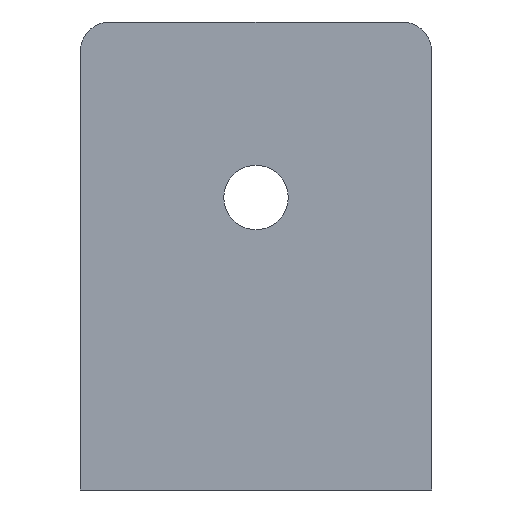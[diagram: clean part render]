
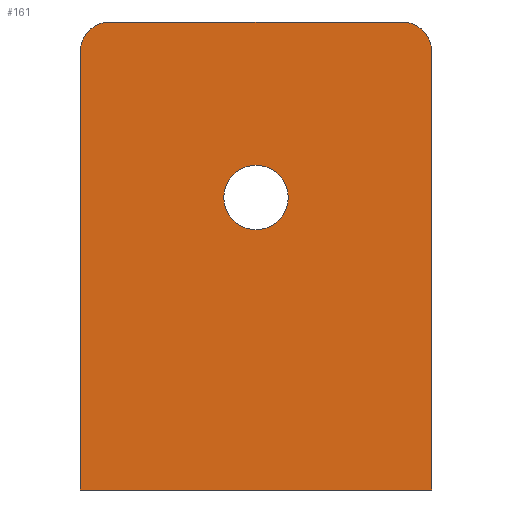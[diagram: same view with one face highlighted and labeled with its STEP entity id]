
A CAD part, front view. The second image highlights one B-rep face of the part: STEP entity #161.
In plain terms, the highlighted planar face has unit normal (0, -1, 0).
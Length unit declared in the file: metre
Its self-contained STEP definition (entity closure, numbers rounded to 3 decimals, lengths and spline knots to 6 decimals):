
#12=CIRCLE('',#179,0.0127);
#14=CIRCLE('',#183,0.0127);
#17=CIRCLE('',#187,0.014);
#54=ORIENTED_EDGE('',*,*,#61,.T.);
#55=ORIENTED_EDGE('',*,*,#65,.T.);
#56=ORIENTED_EDGE('',*,*,#68,.T.);
#57=ORIENTED_EDGE('',*,*,#71,.T.);
#58=ORIENTED_EDGE('',*,*,#74,.T.);
#59=ORIENTED_EDGE('',*,*,#77,.T.);
#60=ORIENTED_EDGE('',*,*,#80,.F.);
#61=EDGE_CURVE('',#81,#82,#95,.T.);
#65=EDGE_CURVE('',#82,#85,#99,.T.);
#68=EDGE_CURVE('',#85,#87,#102,.T.);
#71=EDGE_CURVE('',#87,#89,#12,.T.);
#74=EDGE_CURVE('',#89,#91,#106,.T.);
#77=EDGE_CURVE('',#91,#81,#14,.T.);
#80=EDGE_CURVE('',#94,#94,#17,.T.);
#81=VERTEX_POINT('',#239);
#82=VERTEX_POINT('',#240);
#85=VERTEX_POINT('',#248);
#87=VERTEX_POINT('',#254);
#89=VERTEX_POINT('',#260);
#91=VERTEX_POINT('',#266);
#94=VERTEX_POINT('',#277);
#95=LINE('',#238,#109);
#99=LINE('',#247,#113);
#102=LINE('',#253,#116);
#106=LINE('',#265,#120);
#109=VECTOR('',#194,1.);
#113=VECTOR('',#200,1.);
#116=VECTOR('',#205,1.);
#120=VECTOR('',#217,1.);
#133=EDGE_LOOP('',(#54,#55,#56,#57,#58,#59));
#134=EDGE_LOOP('',(#60));
#145=FACE_BOUND('',#133,.T.);
#146=FACE_BOUND('',#134,.T.);
#152=PLANE('',#189);
#161=ADVANCED_FACE('',(#145,#146),#152,.T.);
#179=AXIS2_PLACEMENT_3D('',#259,#210,#211);
#183=AXIS2_PLACEMENT_3D('',#271,#222,#223);
#187=AXIS2_PLACEMENT_3D('',#276,#230,#231);
#189=AXIS2_PLACEMENT_3D('',#279,#234,#235);
#194=DIRECTION('',(0.,0.,-1.));
#200=DIRECTION('',(1.,0.,0.));
#205=DIRECTION('',(0.,0.,1.));
#210=DIRECTION('',(0.,-1.,0.));
#211=DIRECTION('',(0.,0.,-1.));
#217=DIRECTION('',(-1.,0.,0.));
#222=DIRECTION('',(0.,-1.,0.));
#223=DIRECTION('',(0.,0.,-1.));
#230=DIRECTION('',(0.,-1.,0.));
#231=DIRECTION('',(0.,0.,-1.));
#234=DIRECTION('',(0.,-1.,0.));
#235=DIRECTION('',(1.,0.,0.));
#238=CARTESIAN_POINT('',(-0.0762,-0.254,0.03175));
#239=CARTESIAN_POINT('',(-0.0762,-0.254,0.0635));
#240=CARTESIAN_POINT('',(-0.0762,-0.254,-0.127));
#247=CARTESIAN_POINT('',(0.,-0.254,-0.127));
#248=CARTESIAN_POINT('',(0.0762,-0.254,-0.127));
#253=CARTESIAN_POINT('',(0.0762,-0.254,0.03175));
#254=CARTESIAN_POINT('',(0.0762,-0.254,0.0635));
#259=CARTESIAN_POINT('',(0.0635,-0.254,0.0635));
#260=CARTESIAN_POINT('',(0.0635,-0.254,0.0762));
#265=CARTESIAN_POINT('',(-0.03175,-0.254,0.0762));
#266=CARTESIAN_POINT('',(-0.0635,-0.254,0.0762));
#271=CARTESIAN_POINT('',(-0.0635,-0.254,0.0635));
#276=CARTESIAN_POINT('',(0.,-0.254,0.));
#277=CARTESIAN_POINT('',(0.,-0.254,-0.014));
#279=CARTESIAN_POINT('',(0.,-0.254,-0.0254));
